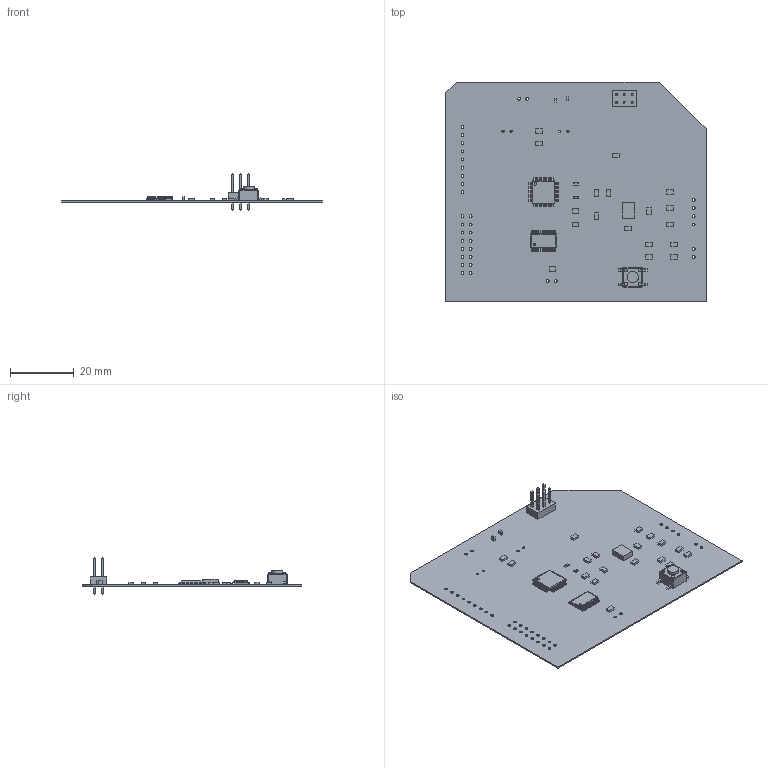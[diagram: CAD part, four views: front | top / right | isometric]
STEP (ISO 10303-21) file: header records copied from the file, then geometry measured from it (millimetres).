
FILE_DESCRIPTION(('Open CASCADE Model'),'2;1');
FILE_NAME('Open CASCADE Shape Model','2019-11-24T22:01:21',('Author'),( 'Open CASCADE'),'Open CASCADE STEP processor 6.8','Open CASCADE 6.8' ,'Unknown');
FILE_SCHEMA(('AUTOMOTIVE_DESIGN { 1 0 10303 214 1 1 1 1 }'));
Length unit declared in the file: millimetre
Products named in the file (50): PCB; Board; Open CASCADE STEP translator 6.8 1.1.1; U2; 6200199504; Extruded; U1; User_Library-User_Library-TSSOP-24; RST; 5777557680; R?; 6200204144; R17; R16; R15; R14; R13; 6200199264; R12; R11; R10; R9; R8; R7; R6; R5; R4; R3; R2; R1; Q1; User_Library-tqfp32; P6; Header_2x3; DS?; 6200203184; 6200202864; 6200202544; DS1; 6200200304 ...
Assembly tree (68 placements, depth 4):
  PCB
    Board
      Open CASCADE STEP translator 6.8 1.1.1
    U2
      6200199504
        Extruded
    U1
      User_Library-User_Library-TSSOP-24
    RST
      5777557680
    R?
      6200204144
        Extruded
    R17
      6200204144
        Extruded
    R16
      6200204144
        Extruded
    R15
      6200204144
        Extruded
    R14
      6200204144
        Extruded
    R13
      6200199264
        Extruded
    R12
      6200204144
        Extruded
    R11
      6200204144
        Extruded
    R10
      6200204144
        Extruded
    R9
      6200199264
        Extruded
    R8
      6200199264
        Extruded
    R7
      6200199264
        Extruded
    R6
      6200204144
        Extruded
    R5
      6200204144
        Extruded
    R4
      6200204144
        Extruded
    R3
      6200204144
        Extruded
    R2
      6200204144
Bounding box: 81.53 x 68.83 x 11.5 mm (x, y, z)
Volume: 2684.4 mm3; surface area: 12185.1 mm2
Topology: 76 solids, 76 shells, 1595 faces, 4132 edges, 2713 vertices
Faces by surface type: plane 1401, cylinder 184, sphere 10
Full cylindrical faces by diameter (mm): 0.7 x4, 0.9 x35, 1 x4, 1.016 x6, 3.5 x1
Entity records: 54045 total; most frequent: CARTESIAN_POINT 8092, ORIENTED_EDGE 7808, DIRECTION 7329, EDGE_CURVE 3904, LINE 3521, VECTOR 3521, VERTEX_POINT 2561, AXIS2_PLACEMENT_3D 1904
